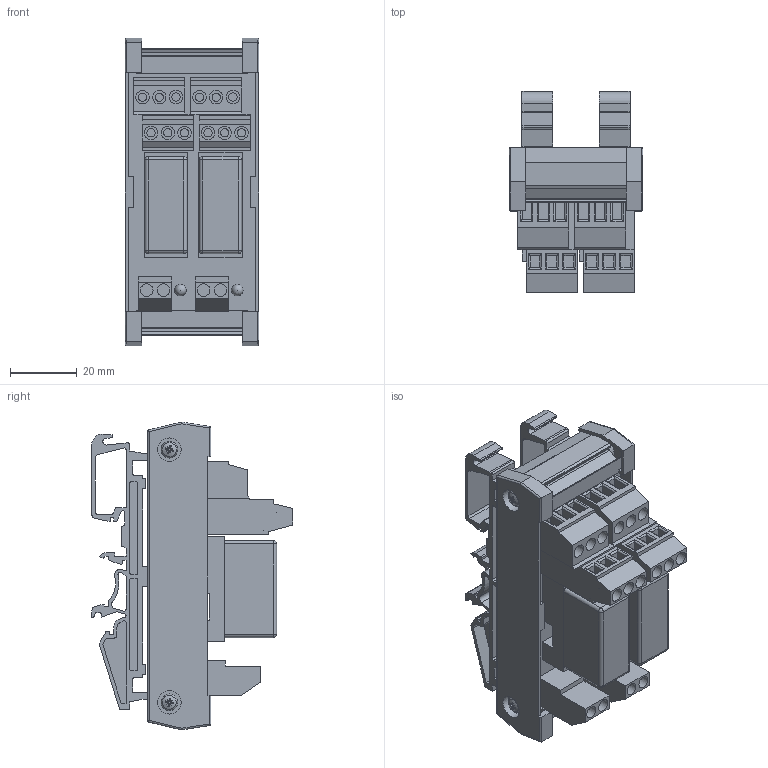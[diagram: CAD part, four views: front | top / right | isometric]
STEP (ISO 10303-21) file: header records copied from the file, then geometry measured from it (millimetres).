
FILE_DESCRIPTION((''),'2;1');
FILE_NAME('RC2_RM2 isolated 2 channel.stp','2015-01-06T15:59:08',('CAD Station'),(''),'Autodesk Inventor 2013','Autodesk Inventor 2013','');
FILE_SCHEMA(('CONFIG_CONTROL_DESIGN'));
Length unit declared in the file: millimetre
Products named in the file (11): RC2_RM2 isolated 2 channel; RC1 2 channel; 2 hole green; light; 40; BASE SIDE; BS EN ISO 7045 Z - Metric M2.5 x 10 - 4.8 - Z; BASE LEGS; GD50; RM84; MVD-253
Assembly tree (20 placements, depth 2):
  RC2_RM2 isolated 2 channel
    RC1 2 channel
    2 hole green  x2
    light  x2
    40
    BASE SIDE  x2
    BS EN ISO 7045 Z - Metric M2.5 x 10 - 4.8 - Z  x4
    BASE LEGS  x2
    GD50  x2
    RM84  x2
    MVD-253  x2
Bounding box: 40 x 60.19 x 91.98 mm (x, y, z)
Volume: 57432.1 mm3; surface area: 58442.3 mm2
Topology: 20 solids, 20 shells, 1447 faces, 3765 edges, 2440 vertices
Faces by surface type: plane 978, cylinder 353, cone 64, sphere 30, torus 22
Full cylindrical faces by diameter (mm): 1.5 x16, 2.256 x4, 2.5 x28, 3.2 x4, 3.3 x2, 3.5 x2, 3.75 x4, 4 x12, 5 x2, 7 x4, 9 x4
Entity records: 24012 total; most frequent: CARTESIAN_POINT 4399, DIRECTION 3943, ORIENTED_EDGE 3902, EDGE_CURVE 1951, VECTOR 1471, LINE 1471, VERTEX_POINT 1304, AXIS2_PLACEMENT_3D 1236
